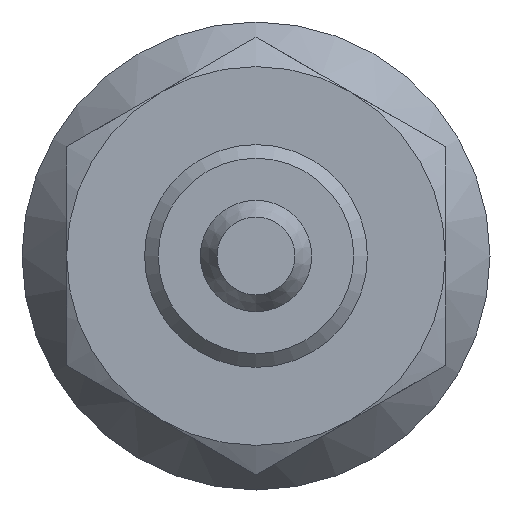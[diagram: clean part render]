
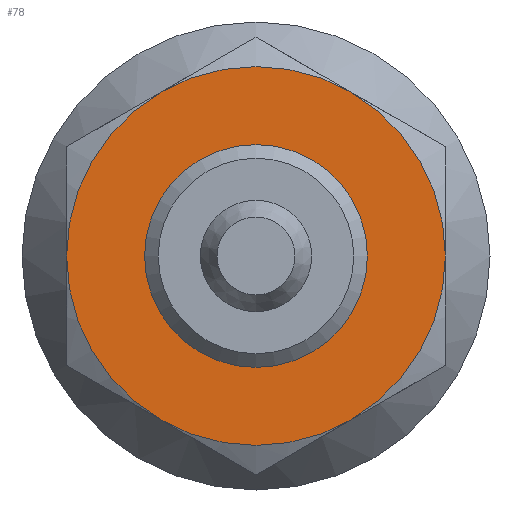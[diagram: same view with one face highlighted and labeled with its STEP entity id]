
A CAD part, front view. The second image highlights one B-rep face of the part: STEP entity #78.
In plain terms, the highlighted planar face has unit normal (0, -1, 0).
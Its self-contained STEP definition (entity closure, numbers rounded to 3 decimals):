
#78 = ADVANCED_FACE( '', ( #195, #196 ), #197, .F. );
#195 = FACE_BOUND( '', #364, .T. );
#196 = FACE_OUTER_BOUND( '', #365, .T. );
#197 = PLANE( '', #366 );
#364 = EDGE_LOOP( '', ( #540 ) );
#365 = EDGE_LOOP( '', ( #541, #542, #543, #544, #545, #546 ) );
#366 = AXIS2_PLACEMENT_3D( '', #547, #548, #549 );
#540 = ORIENTED_EDGE( '', *, *, #896, .F. );
#541 = ORIENTED_EDGE( '', *, *, #899, .T. );
#542 = ORIENTED_EDGE( '', *, *, #900, .T. );
#543 = ORIENTED_EDGE( '', *, *, #901, .T. );
#544 = ORIENTED_EDGE( '', *, *, #902, .T. );
#545 = ORIENTED_EDGE( '', *, *, #903, .T. );
#546 = ORIENTED_EDGE( '', *, *, #904, .T. );
#547 = CARTESIAN_POINT( '', ( 8.5, -18., 0. ) );
#548 = DIRECTION( '', ( 0., 1., 0. ) );
#549 = DIRECTION( '', ( 0., 0., 1. ) );
#896 = EDGE_CURVE( '', #1042, #1042, #1043, .F. );
#899 = EDGE_CURVE( '', #1047, #1048, #1049, .T. );
#900 = EDGE_CURVE( '', #1048, #1050, #1051, .T. );
#901 = EDGE_CURVE( '', #1050, #1052, #1053, .T. );
#902 = EDGE_CURVE( '', #1052, #1054, #1055, .T. );
#903 = EDGE_CURVE( '', #1054, #1029, #1056, .T. );
#904 = EDGE_CURVE( '', #1029, #1047, #1057, .T. );
#1029 = VERTEX_POINT( '', #1234 );
#1042 = VERTEX_POINT( '', #1272 );
#1043 = CIRCLE( '', #1273, 5. );
#1047 = VERTEX_POINT( '', #1277 );
#1048 = VERTEX_POINT( '', #1278 );
#1049 = CIRCLE( '', #1279, 8.5 );
#1050 = VERTEX_POINT( '', #1280 );
#1051 = CIRCLE( '', #1281, 8.5 );
#1052 = VERTEX_POINT( '', #1282 );
#1053 = CIRCLE( '', #1283, 8.5 );
#1054 = VERTEX_POINT( '', #1284 );
#1055 = CIRCLE( '', #1285, 8.5 );
#1056 = CIRCLE( '', #1286, 8.5 );
#1057 = CIRCLE( '', #1287, 8.5 );
#1234 = CARTESIAN_POINT( '', ( -4.25, -18., -7.361 ) );
#1272 = CARTESIAN_POINT( '', ( 0., -18., 5. ) );
#1273 = AXIS2_PLACEMENT_3D( '', #1632, #1633, #1634 );
#1277 = CARTESIAN_POINT( '', ( 4.25, -18., -7.361 ) );
#1278 = CARTESIAN_POINT( '', ( 8.5, -18., 0. ) );
#1279 = AXIS2_PLACEMENT_3D( '', #1638, #1639, #1640 );
#1280 = CARTESIAN_POINT( '', ( 4.25, -18., 7.361 ) );
#1281 = AXIS2_PLACEMENT_3D( '', #1641, #1642, #1643 );
#1282 = CARTESIAN_POINT( '', ( -4.25, -18., 7.361 ) );
#1283 = AXIS2_PLACEMENT_3D( '', #1644, #1645, #1646 );
#1284 = CARTESIAN_POINT( '', ( -8.5, -18., 0. ) );
#1285 = AXIS2_PLACEMENT_3D( '', #1647, #1648, #1649 );
#1286 = AXIS2_PLACEMENT_3D( '', #1650, #1651, #1652 );
#1287 = AXIS2_PLACEMENT_3D( '', #1653, #1654, #1655 );
#1632 = CARTESIAN_POINT( '', ( 0., -18., 0. ) );
#1633 = DIRECTION( '', ( 0., 1., 0. ) );
#1634 = DIRECTION( '', ( 0., 0., 1. ) );
#1638 = CARTESIAN_POINT( '', ( 0., -18., 0. ) );
#1639 = DIRECTION( '', ( 0., -1., 0. ) );
#1640 = DIRECTION( '', ( 0., 0., -1. ) );
#1641 = CARTESIAN_POINT( '', ( 0., -18., 0. ) );
#1642 = DIRECTION( '', ( 0., -1., 0. ) );
#1643 = DIRECTION( '', ( 0., 0., -1. ) );
#1644 = CARTESIAN_POINT( '', ( 0., -18., 0. ) );
#1645 = DIRECTION( '', ( 0., -1., 0. ) );
#1646 = DIRECTION( '', ( 0., 0., -1. ) );
#1647 = CARTESIAN_POINT( '', ( 0., -18., 0. ) );
#1648 = DIRECTION( '', ( 0., -1., 0. ) );
#1649 = DIRECTION( '', ( 0., 0., -1. ) );
#1650 = CARTESIAN_POINT( '', ( 0., -18., 0. ) );
#1651 = DIRECTION( '', ( 0., -1., 0. ) );
#1652 = DIRECTION( '', ( 0., 0., -1. ) );
#1653 = CARTESIAN_POINT( '', ( 0., -18., 0. ) );
#1654 = DIRECTION( '', ( 0., -1., 0. ) );
#1655 = DIRECTION( '', ( 0., 0., -1. ) );
